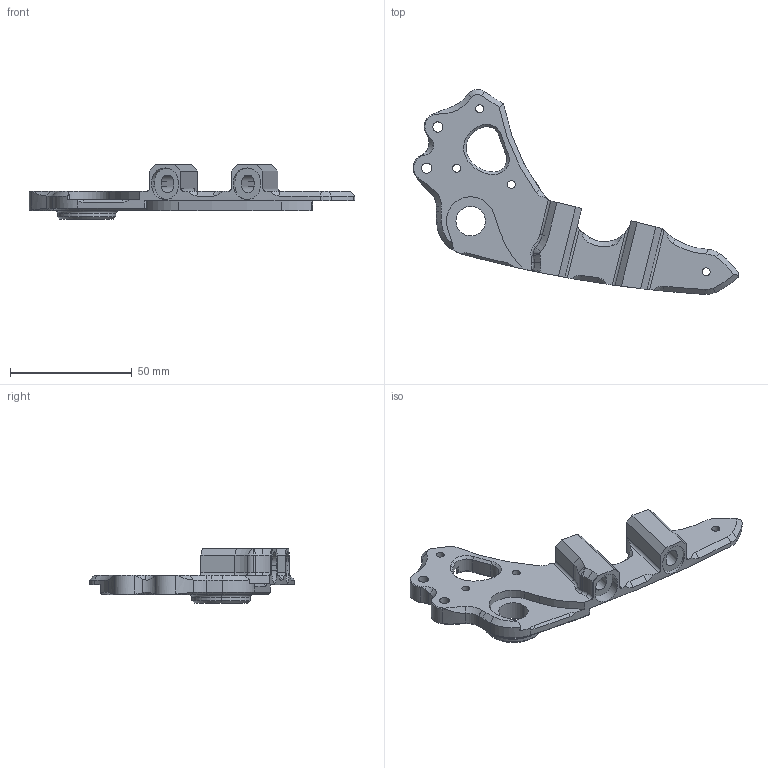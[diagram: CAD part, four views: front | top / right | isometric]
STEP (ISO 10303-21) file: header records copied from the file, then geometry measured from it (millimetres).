
FILE_DESCRIPTION (( 'STEP AP214' ), '1' );
FILE_NAME ('PA468.STEP', '2015-10-23T18:31:28', ( 'JeffCAD' ), ( 'Microsoft' ), 'SwSTEP 2.0', 'SolidWorks 2015', '' );
FILE_SCHEMA (( 'AUTOMOTIVE_DESIGN' ));
Length unit declared in the file: millimetre
Products named in the file (1): PA468
Bounding box: 133.88 x 84.13 x 22.33 mm (x, y, z)
Volume: 28593.6 mm3; surface area: 14803.5 mm2
Topology: 1 solids, 1 shells, 226 faces, 605 edges, 383 vertices
Faces by surface type: cylinder 95, cone 65, plane 50, bspline 10, torus 6
Entity records: 8033 total; most frequent: CARTESIAN_POINT 2305, DIRECTION 1212, ORIENTED_EDGE 1210, EDGE_CURVE 605, AXIS2_PLACEMENT_3D 477, VERTEX_POINT 383, CIRCLE 260, VECTOR 258
